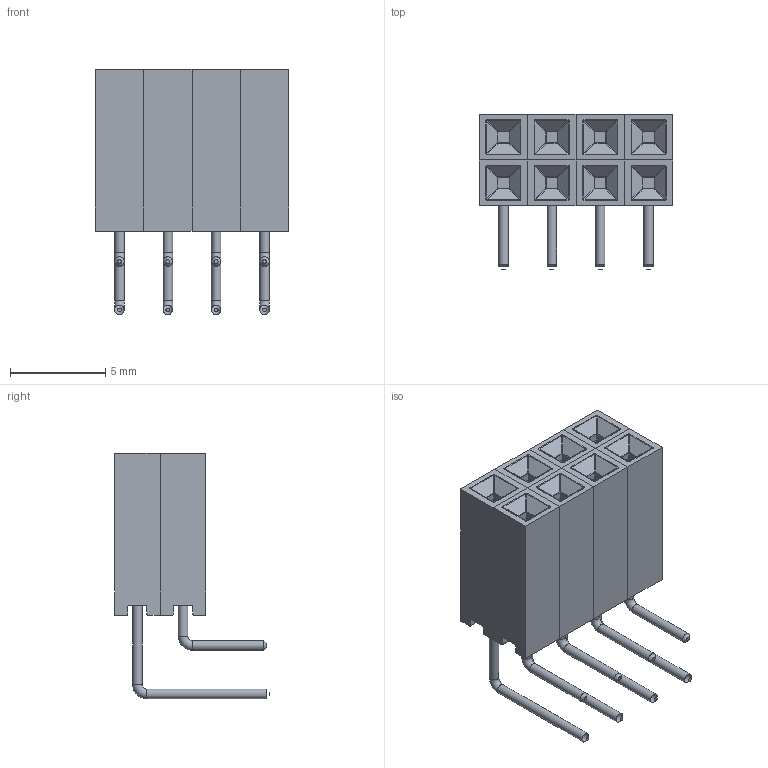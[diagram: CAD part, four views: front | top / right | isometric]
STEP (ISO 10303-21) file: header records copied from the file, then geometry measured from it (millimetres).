
FILE_DESCRIPTION(/* description */ (''),/* implementation_level */ '2;1');
FILE_NAME(/* name */ 'Header THT female 2x4 RA.step',/* time_stamp */ '2019-04-30T16:17:03+02:00',/* author */ (''),/* organization */ (''),/* preprocessor_version */ 'ST-DEVELOPER v18',/* originating_system */ 'Autodesk Translation Framework v8.2.0.1029',/* authorisation */ '');
FILE_SCHEMA (('AUTOMOTIVE_DESIGN { 1 0 10303 214 3 1 1 }'));
Length unit declared in the file: millimetre
Products named in the file (1): (Nicht gespeichert)
Bounding box: 10.16 x 8.14 x 12.89 mm (x, y, z)
Volume: 393.6 mm3; surface area: 1012 mm2
Topology: 8 solids, 8 shells, 448 faces, 1048 edges, 632 vertices
Faces by surface type: plane 192, cylinder 144, bspline 96, cone 8, torus 8
Full cylindrical faces by diameter (mm): 0.5 x16
Entity records: 14620 total; most frequent: CARTESIAN_POINT 4281, DIRECTION 2170, ORIENTED_EDGE 2096, EDGE_CURVE 1048, AXIS2_PLACEMENT_3D 801, VERTEX_POINT 632, LINE 568, VECTOR 568
